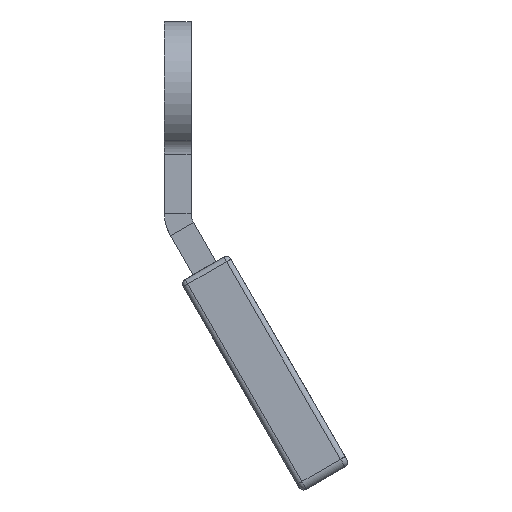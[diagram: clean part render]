
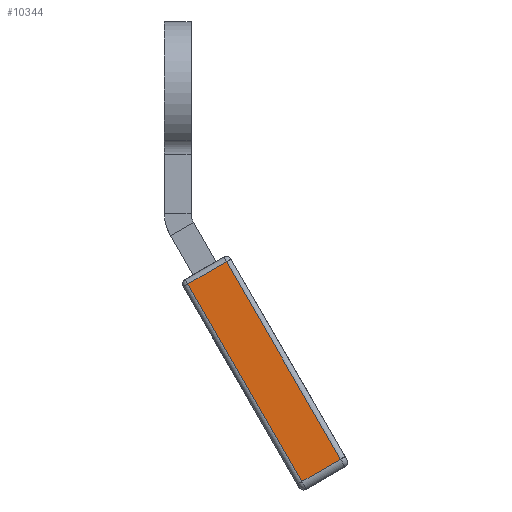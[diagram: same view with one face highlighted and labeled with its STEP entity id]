
A CAD part, left-side view. The second image highlights one B-rep face of the part: STEP entity #10344.
In plain terms, the highlighted planar face has unit normal (-1, 0, 0).
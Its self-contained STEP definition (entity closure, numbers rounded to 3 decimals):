
#364 = PLANE ( 'NONE',  #11071 ) ;
#426 = DIRECTION ( 'NONE',  ( 0., -0.5, -0.866 ) ) ;
#463 = CARTESIAN_POINT ( 'NONE',  ( -64.091, -3.028, -12.731 ) ) ;
#666 = CARTESIAN_POINT ( 'NONE',  ( -64.091, -5.703, -11.764 ) ) ;
#924 = FACE_OUTER_BOUND ( 'NONE', #3150, .T. ) ;
#1120 = ORIENTED_EDGE ( 'NONE', *, *, #3294, .T. ) ;
#1550 = DIRECTION ( 'NONE',  ( 0., -0.866, 0.5 ) ) ;
#1714 = CARTESIAN_POINT ( 'NONE',  ( -64.091, 3.112, -1.496 ) ) ;
#2144 = CARTESIAN_POINT ( 'NONE',  ( -64.091, -3.288, -12.581 ) ) ;
#2588 = VERTEX_POINT ( 'NONE', #8892 ) ;
#2978 = VERTEX_POINT ( 'NONE', #11430 ) ;
#3150 = EDGE_LOOP ( 'NONE', ( #1120, #6137, #7030, #5550 ) ) ;
#3294 = EDGE_CURVE ( 'NONE', #9176, #2978, #11809, .T. ) ;
#3585 = CARTESIAN_POINT ( 'NONE',  ( -64.091, 3.372, -1.646 ) ) ;
#4583 = LINE ( 'NONE', #2144, #9976 ) ;
#5420 = DIRECTION ( 'NONE',  ( 0., -0.5, -0.866 ) ) ;
#5550 = ORIENTED_EDGE ( 'NONE', *, *, #7143, .T. ) ;
#5710 = DIRECTION ( 'NONE',  ( 0., 0.866, -0.5 ) ) ;
#6070 = VECTOR ( 'NONE', #1550, 1000. ) ;
#6137 = ORIENTED_EDGE ( 'NONE', *, *, #9768, .T. ) ;
#6327 = LINE ( 'NONE', #3585, #12066 ) ;
#6900 = DIRECTION ( 'NONE',  ( 1., 0., 0. ) ) ;
#7030 = ORIENTED_EDGE ( 'NONE', *, *, #10310, .T. ) ;
#7143 = EDGE_CURVE ( 'NONE', #7385, #9176, #4583, .T. ) ;
#7256 = DIRECTION ( 'NONE',  ( 0., 0.5, 0.866 ) ) ;
#7385 = VERTEX_POINT ( 'NONE', #1714 ) ;
#7938 = CARTESIAN_POINT ( 'NONE',  ( -64.091, -3.288, -12.581 ) ) ;
#8892 = CARTESIAN_POINT ( 'NONE',  ( -64.091, 0.947, -0.246 ) ) ;
#9176 = VERTEX_POINT ( 'NONE', #7938 ) ;
#9349 = LINE ( 'NONE', #666, #12241 ) ;
#9768 = EDGE_CURVE ( 'NONE', #2978, #2588, #9349, .T. ) ;
#9976 = VECTOR ( 'NONE', #5420, 1000. ) ;
#10310 = EDGE_CURVE ( 'NONE', #2588, #7385, #6327, .T. ) ;
#10344 = ADVANCED_FACE ( 'NONE', ( #924 ), #364, .F. ) ;
#11071 = AXIS2_PLACEMENT_3D ( 'NONE', #13371, #6900, #426 ) ;
#11430 = CARTESIAN_POINT ( 'NONE',  ( -64.091, -5.453, -11.331 ) ) ;
#11809 = LINE ( 'NONE', #463, #6070 ) ;
#12066 = VECTOR ( 'NONE', #5710, 1000. ) ;
#12241 = VECTOR ( 'NONE', #7256, 1000. ) ;
#13371 = CARTESIAN_POINT ( 'NONE',  ( -64.091, -3.278, -13.164 ) ) ;
